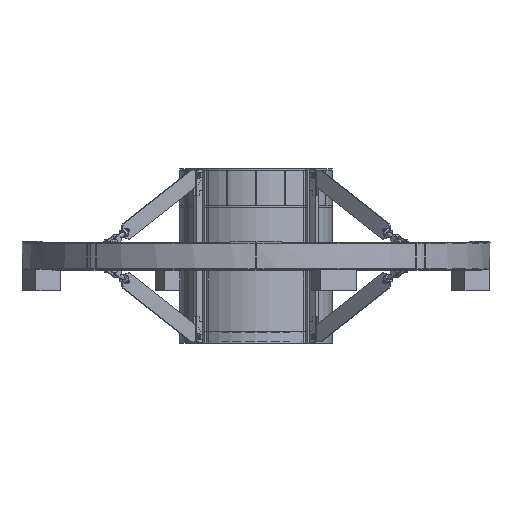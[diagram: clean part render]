
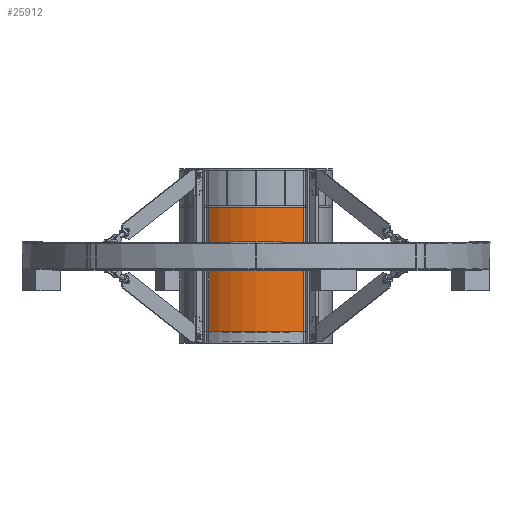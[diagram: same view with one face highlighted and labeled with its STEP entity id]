
A CAD part, left-side view. The second image highlights one B-rep face of the part: STEP entity #25912.
In plain terms, the highlighted cylindrical face has radius 882 mm (diameter 1764 mm), a partial arc.
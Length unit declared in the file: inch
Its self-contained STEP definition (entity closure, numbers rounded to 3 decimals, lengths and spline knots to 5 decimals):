
#2049 = ORIENTED_EDGE ( 'NONE', *, *, #47868, .F. ) ;
#5823 = ORIENTED_EDGE ( 'NONE', *, *, #52598, .F. ) ;
#8736 = CARTESIAN_POINT ( 'NONE',  ( 0., 0., 21.72244 ) ) ;
#10102 = CIRCLE ( 'NONE', #28030, 34.72441 ) ;
#13998 = DIRECTION ( 'NONE',  ( 0.707, 0.708, 0. ) ) ;
#15745 = EDGE_CURVE ( 'NONE', #23780, #59878, #30184, .T. ) ;
#16762 = VECTOR ( 'NONE', #29234, 39.37008 ) ;
#23126 = AXIS2_PLACEMENT_3D ( 'NONE', #43833, #54359, #49285 ) ;
#23780 = VERTEX_POINT ( 'NONE', #33396 ) ;
#25912 = ADVANCED_FACE ( 'NONE', ( #36323 ), #29772, .T. ) ;
#26076 = CARTESIAN_POINT ( 'NONE',  ( 21.54516, 27.23216, 78.00984 ) ) ;
#28030 = AXIS2_PLACEMENT_3D ( 'NONE', #8736, #45304, #13998 ) ;
#29234 = DIRECTION ( 'NONE',  ( 0., 0., -1. ) ) ;
#29266 = VERTEX_POINT ( 'NONE', #46266 ) ;
#29772 = CYLINDRICAL_SURFACE ( 'NONE', #23126, 34.72441 ) ;
#30184 = LINE ( 'NONE', #26076, #50647 ) ;
#30587 = CARTESIAN_POINT ( 'NONE',  ( 0., 0., 78.00984 ) ) ;
#33396 = CARTESIAN_POINT ( 'NONE',  ( 21.54516, 27.23216, 78.00984 ) ) ;
#35855 = DIRECTION ( 'NONE',  ( 0.707, 0.708, 0. ) ) ;
#36323 = FACE_OUTER_BOUND ( 'NONE', #61949, .T. ) ;
#36454 = ORIENTED_EDGE ( 'NONE', *, *, #15745, .T. ) ;
#42540 = VERTEX_POINT ( 'NONE', #48307 ) ;
#43377 = ORIENTED_EDGE ( 'NONE', *, *, #46782, .T. ) ;
#43833 = CARTESIAN_POINT ( 'NONE',  ( 0., 0., 78.00984 ) ) ;
#45304 = DIRECTION ( 'NONE',  ( 0., 0., 1. ) ) ;
#45603 = AXIS2_PLACEMENT_3D ( 'NONE', #30587, #67218, #35855 ) ;
#46175 = CARTESIAN_POINT ( 'NONE',  ( 21.54516, 27.23216, 21.72244 ) ) ;
#46266 = CARTESIAN_POINT ( 'NONE',  ( -21.63029, 27.16459, 21.72244 ) ) ;
#46782 = EDGE_CURVE ( 'NONE', #59878, #29266, #10102, .T. ) ;
#47868 = EDGE_CURVE ( 'NONE', #23780, #42540, #64243, .T. ) ;
#48307 = CARTESIAN_POINT ( 'NONE',  ( -21.63029, 27.16459, 78.00984 ) ) ;
#49285 = DIRECTION ( 'NONE',  ( -0.708, 0.707, 0. ) ) ;
#50647 = VECTOR ( 'NONE', #62702, 39.37008 ) ;
#52598 = EDGE_CURVE ( 'NONE', #42540, #29266, #56857, .T. ) ;
#54359 = DIRECTION ( 'NONE',  ( 0., 0., -1. ) ) ;
#56857 = LINE ( 'NONE', #60604, #16762 ) ;
#59878 = VERTEX_POINT ( 'NONE', #46175 ) ;
#60604 = CARTESIAN_POINT ( 'NONE',  ( -21.63029, 27.16459, 78.00984 ) ) ;
#61949 = EDGE_LOOP ( 'NONE', ( #43377, #5823, #2049, #36454 ) ) ;
#62702 = DIRECTION ( 'NONE',  ( 0., 0., -1. ) ) ;
#64243 = CIRCLE ( 'NONE', #45603, 34.72441 ) ;
#67218 = DIRECTION ( 'NONE',  ( 0., 0., 1. ) ) ;
